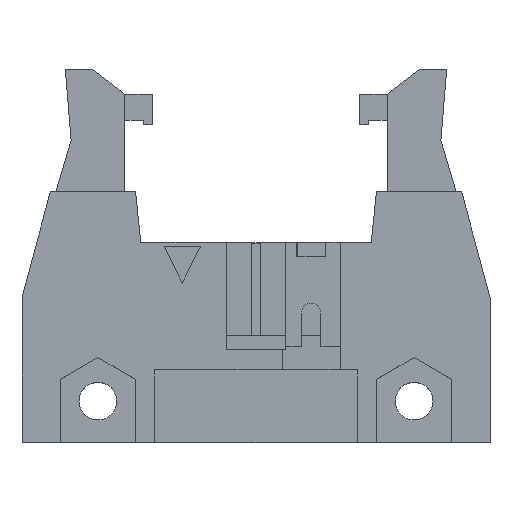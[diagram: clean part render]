
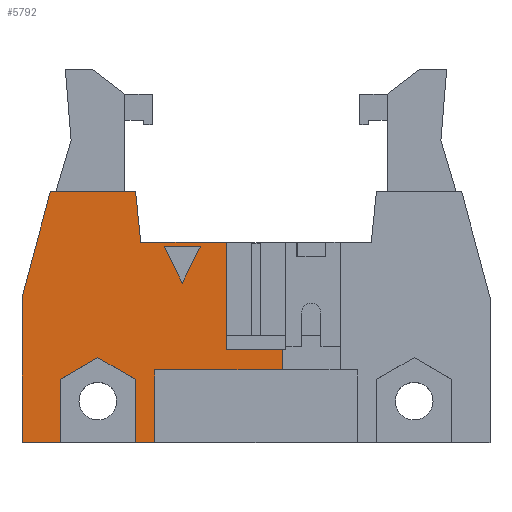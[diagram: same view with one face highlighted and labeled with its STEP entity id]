
A CAD part, top view. The second image highlights one B-rep face of the part: STEP entity #5792.
In plain terms, the highlighted planar face has unit normal (0, 0, 1).
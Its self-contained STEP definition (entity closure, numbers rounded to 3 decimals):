
#52 = LINE ( 'NONE', #7062, #2625 ) ;
#164 = VECTOR ( 'NONE', #2280, 1000. ) ;
#260 = CARTESIAN_POINT ( 'NONE',  ( 6.89, 7.596, 8.6 ) ) ;
#279 = VECTOR ( 'NONE', #6084, 1000. ) ;
#289 = CARTESIAN_POINT ( 'NONE',  ( -9.114, 16.246, 8.6 ) ) ;
#315 = CARTESIAN_POINT ( 'NONE',  ( 0., 9.946, 8.6 ) ) ;
#321 = CARTESIAN_POINT ( 'NONE',  ( -5.84, 4.802, 8.6 ) ) ;
#362 = CARTESIAN_POINT ( 'NONE',  ( -3.24, 3.301, 8.6 ) ) ;
#415 = DIRECTION ( 'NONE',  ( 0.259, 0.966, 0. ) ) ;
#425 = EDGE_CURVE ( 'NONE', #2605, #5906, #1124, .T. ) ;
#460 = DIRECTION ( 'NONE',  ( 1., 0., 0. ) ) ;
#471 = CARTESIAN_POINT ( 'NONE',  ( 6.89, 3.946, 8.6 ) ) ;
#517 = CARTESIAN_POINT ( 'NONE',  ( 1.25, 12.446, 8.6 ) ) ;
#518 = LINE ( 'NONE', #6370, #1049 ) ;
#548 = DIRECTION ( 'NONE',  ( 0., 1., 0. ) ) ;
#563 = VERTEX_POINT ( 'NONE', #2468 ) ;
#602 = ORIENTED_EDGE ( 'NONE', *, *, #7201, .T. ) ;
#770 = CARTESIAN_POINT ( 'NONE',  ( 5.08, 5.346, 8.6 ) ) ;
#837 = DIRECTION ( 'NONE',  ( 0., 1., 0. ) ) ;
#963 = FACE_OUTER_BOUND ( 'NONE', #2413, .T. ) ;
#1026 = VECTOR ( 'NONE', #4759, 1000. ) ;
#1049 = VECTOR ( 'NONE', #6405, 1000. ) ;
#1103 = EDGE_CURVE ( 'NONE', #4173, #5316, #7275, .T. ) ;
#1124 = LINE ( 'NONE', #7020, #164 ) ;
#1173 = LINE ( 'NONE', #4830, #7023 ) ;
#1185 = VERTEX_POINT ( 'NONE', #4543 ) ;
#1212 = LINE ( 'NONE', #2474, #2091 ) ;
#1254 = ORIENTED_EDGE ( 'NONE', *, *, #5575, .T. ) ;
#1266 = CARTESIAN_POINT ( 'NONE',  ( 1.25, 12.446, 8.6 ) ) ;
#1306 = VECTOR ( 'NONE', #2863, 1000. ) ;
#1393 = VECTOR ( 'NONE', #837, 1000. ) ;
#1420 = VERTEX_POINT ( 'NONE', #321 ) ;
#1474 = CARTESIAN_POINT ( 'NONE',  ( -12.685, -1.919, 8.6 ) ) ;
#1528 = CARTESIAN_POINT ( 'NONE',  ( -1.92, 3.946, 8.6 ) ) ;
#1557 = VECTOR ( 'NONE', #415, 1000. ) ;
#1662 = EDGE_CURVE ( 'NONE', #563, #5394, #1173, .T. ) ;
#1722 = ORIENTED_EDGE ( 'NONE', *, *, #425, .F. ) ;
#1725 = VECTOR ( 'NONE', #6109, 1000. ) ;
#1759 = EDGE_CURVE ( 'NONE', #2605, #3770, #1212, .T. ) ;
#1768 = CARTESIAN_POINT ( 'NONE',  ( 6.89, 5.346, 8.6 ) ) ;
#1831 = LINE ( 'NONE', #3554, #1026 ) ;
#1866 = DIRECTION ( 'NONE',  ( 1., 0., 0. ) ) ;
#1892 = VECTOR ( 'NONE', #460, 1000. ) ;
#2091 = VECTOR ( 'NONE', #6594, 1000. ) ;
#2280 = DIRECTION ( 'NONE',  ( -1., 0., 0. ) ) ;
#2288 = VECTOR ( 'NONE', #5551, 1000. ) ;
#2336 = ORIENTED_EDGE ( 'NONE', *, *, #6826, .T. ) ;
#2340 = CARTESIAN_POINT ( 'NONE',  ( -3.24, 7.596, 8.6 ) ) ;
#2352 = CARTESIAN_POINT ( 'NONE',  ( -8.44, 3.301, 8.6 ) ) ;
#2413 = EDGE_LOOP ( 'NONE', ( #5468, #4766, #6466, #3502, #6053, #3675, #2336, #5435, #5760, #3215, #3524, #4881, #5280, #602, #2490, #1722 ) ) ;
#2455 = EDGE_CURVE ( 'NONE', #3896, #5906, #3610, .T. ) ;
#2468 = CARTESIAN_POINT ( 'NONE',  ( 3.03, 12.746, 8.6 ) ) ;
#2474 = CARTESIAN_POINT ( 'NONE',  ( -1.92, 7.596, 8.6 ) ) ;
#2490 = ORIENTED_EDGE ( 'NONE', *, *, #2455, .T. ) ;
#2528 = AXIS2_PLACEMENT_3D ( 'NONE', #1474, #6149, #7438 ) ;
#2534 = VERTEX_POINT ( 'NONE', #1266 ) ;
#2605 = VERTEX_POINT ( 'NONE', #4815 ) ;
#2625 = VECTOR ( 'NONE', #1866, 1000. ) ;
#2676 = CARTESIAN_POINT ( 'NONE',  ( -11.07, 3.946, 8.6 ) ) ;
#2740 = LINE ( 'NONE', #3323, #6814 ) ;
#2794 = LINE ( 'NONE', #2676, #6068 ) ;
#2863 = DIRECTION ( 'NONE',  ( -0.447, -0.894, 0. ) ) ;
#3039 = CARTESIAN_POINT ( 'NONE',  ( 3.03, 5.346, 8.6 ) ) ;
#3072 = EDGE_CURVE ( 'NONE', #3147, #5274, #4449, .T. ) ;
#3147 = VERTEX_POINT ( 'NONE', #5599 ) ;
#3192 = CARTESIAN_POINT ( 'NONE',  ( -5.84, 4.802, 8.6 ) ) ;
#3215 = ORIENTED_EDGE ( 'NONE', *, *, #6033, .F. ) ;
#3323 = CARTESIAN_POINT ( 'NONE',  ( 5.08, -1.054, 8.6 ) ) ;
#3327 = VERTEX_POINT ( 'NONE', #5585 ) ;
#3502 = ORIENTED_EDGE ( 'NONE', *, *, #4511, .T. ) ;
#3524 = ORIENTED_EDGE ( 'NONE', *, *, #6393, .F. ) ;
#3554 = CARTESIAN_POINT ( 'NONE',  ( -6.174, 16.246, 8.6 ) ) ;
#3610 = LINE ( 'NONE', #2340, #7554 ) ;
#3655 = LINE ( 'NONE', #6221, #1393 ) ;
#3675 = ORIENTED_EDGE ( 'NONE', *, *, #1662, .T. ) ;
#3770 = VERTEX_POINT ( 'NONE', #1528 ) ;
#3810 = EDGE_CURVE ( 'NONE', #7047, #1420, #518, .T. ) ;
#3896 = VERTEX_POINT ( 'NONE', #362 ) ;
#3907 = VERTEX_POINT ( 'NONE', #5725 ) ;
#4090 = DIRECTION ( 'NONE',  ( -1., 0., 0. ) ) ;
#4173 = VERTEX_POINT ( 'NONE', #471 ) ;
#4236 = CARTESIAN_POINT ( 'NONE',  ( -1.25, 12.446, 8.6 ) ) ;
#4237 = VECTOR ( 'NONE', #7171, 1000. ) ;
#4247 = EDGE_CURVE ( 'NONE', #3770, #4173, #52, .T. ) ;
#4251 = EDGE_CURVE ( 'NONE', #5377, #3327, #1831, .T. ) ;
#4296 = EDGE_CURVE ( 'NONE', #4990, #563, #6432, .T. ) ;
#4304 = ORIENTED_EDGE ( 'NONE', *, *, #3072, .T. ) ;
#4380 = DIRECTION ( 'NONE',  ( -1., 0., 0. ) ) ;
#4449 = LINE ( 'NONE', #315, #279 ) ;
#4511 = EDGE_CURVE ( 'NONE', #5316, #4990, #6544, .T. ) ;
#4543 = CARTESIAN_POINT ( 'NONE',  ( -8.44, -1.054, 8.6 ) ) ;
#4556 = LINE ( 'NONE', #5854, #1557 ) ;
#4704 = LINE ( 'NONE', #5742, #1892 ) ;
#4759 = DIRECTION ( 'NONE',  ( 1., 0., 0. ) ) ;
#4766 = ORIENTED_EDGE ( 'NONE', *, *, #4247, .T. ) ;
#4815 = CARTESIAN_POINT ( 'NONE',  ( -1.92, -1.054, 8.6 ) ) ;
#4821 = EDGE_CURVE ( 'NONE', #5274, #2534, #4704, .T. ) ;
#4830 = CARTESIAN_POINT ( 'NONE',  ( 5.08, 12.746, 8.6 ) ) ;
#4881 = ORIENTED_EDGE ( 'NONE', *, *, #4995, .T. ) ;
#4891 = EDGE_LOOP ( 'NONE', ( #1254, #4304, #6204 ) ) ;
#4990 = VERTEX_POINT ( 'NONE', #3039 ) ;
#4995 = EDGE_CURVE ( 'NONE', #1185, #7047, #3655, .T. ) ;
#5052 = PLANE ( 'NONE',  #2528 ) ;
#5274 = VERTEX_POINT ( 'NONE', #4236 ) ;
#5280 = ORIENTED_EDGE ( 'NONE', *, *, #3810, .T. ) ;
#5316 = VERTEX_POINT ( 'NONE', #1768 ) ;
#5377 = VERTEX_POINT ( 'NONE', #289 ) ;
#5394 = VERTEX_POINT ( 'NONE', #6134 ) ;
#5435 = ORIENTED_EDGE ( 'NONE', *, *, #4251, .F. ) ;
#5468 = ORIENTED_EDGE ( 'NONE', *, *, #1759, .T. ) ;
#5525 = CARTESIAN_POINT ( 'NONE',  ( -2.871, 12.746, 8.6 ) ) ;
#5551 = DIRECTION ( 'NONE',  ( 0.866, -0.5, 0. ) ) ;
#5561 = DIRECTION ( 'NONE',  ( -0.103, 0.995, 0. ) ) ;
#5575 = EDGE_CURVE ( 'NONE', #2534, #3147, #6955, .T. ) ;
#5585 = CARTESIAN_POINT ( 'NONE',  ( -3.234, 16.246, 8.6 ) ) ;
#5599 = CARTESIAN_POINT ( 'NONE',  ( 0., 9.946, 8.6 ) ) ;
#5725 = CARTESIAN_POINT ( 'NONE',  ( -11.07, 8.946, 8.6 ) ) ;
#5742 = CARTESIAN_POINT ( 'NONE',  ( 5.08, 12.446, 8.6 ) ) ;
#5743 = CARTESIAN_POINT ( 'NONE',  ( -3.24, -1.054, 8.6 ) ) ;
#5760 = ORIENTED_EDGE ( 'NONE', *, *, #7358, .F. ) ;
#5792 = ADVANCED_FACE ( 'NONE', ( #6737, #963 ), #5052, .T. ) ;
#5854 = CARTESIAN_POINT ( 'NONE',  ( -10.092, 12.596, 8.6 ) ) ;
#5906 = VERTEX_POINT ( 'NONE', #5743 ) ;
#5933 = CARTESIAN_POINT ( 'NONE',  ( 3.03, 7.596, 8.6 ) ) ;
#5998 = CARTESIAN_POINT ( 'NONE',  ( -11.07, -1.054, 8.6 ) ) ;
#6033 = EDGE_CURVE ( 'NONE', #7469, #3907, #2794, .T. ) ;
#6053 = ORIENTED_EDGE ( 'NONE', *, *, #4296, .T. ) ;
#6068 = VECTOR ( 'NONE', #6878, 1000. ) ;
#6084 = DIRECTION ( 'NONE',  ( -0.447, 0.894, 0. ) ) ;
#6109 = DIRECTION ( 'NONE',  ( 0., 1., 0. ) ) ;
#6134 = CARTESIAN_POINT ( 'NONE',  ( -2.871, 12.746, 8.6 ) ) ;
#6149 = DIRECTION ( 'NONE',  ( 0., 0., 1. ) ) ;
#6204 = ORIENTED_EDGE ( 'NONE', *, *, #4821, .T. ) ;
#6215 = VECTOR ( 'NONE', #5561, 1000. ) ;
#6221 = CARTESIAN_POINT ( 'NONE',  ( -8.44, 7.596, 8.6 ) ) ;
#6370 = CARTESIAN_POINT ( 'NONE',  ( -8.44, 3.301, 8.6 ) ) ;
#6393 = EDGE_CURVE ( 'NONE', #1185, #7469, #2740, .T. ) ;
#6405 = DIRECTION ( 'NONE',  ( 0.866, 0.5, 0. ) ) ;
#6432 = LINE ( 'NONE', #5933, #6939 ) ;
#6466 = ORIENTED_EDGE ( 'NONE', *, *, #1103, .T. ) ;
#6469 = LINE ( 'NONE', #3192, #2288 ) ;
#6544 = LINE ( 'NONE', #770, #4237 ) ;
#6594 = DIRECTION ( 'NONE',  ( 0., 1., 0. ) ) ;
#6737 = FACE_BOUND ( 'NONE', #4891, .T. ) ;
#6814 = VECTOR ( 'NONE', #4380, 1000. ) ;
#6826 = EDGE_CURVE ( 'NONE', #5394, #3327, #7447, .T. ) ;
#6878 = DIRECTION ( 'NONE',  ( 0., 1., 0. ) ) ;
#6939 = VECTOR ( 'NONE', #548, 1000. ) ;
#6955 = LINE ( 'NONE', #517, #1306 ) ;
#7008 = DIRECTION ( 'NONE',  ( 0., -1., 0. ) ) ;
#7020 = CARTESIAN_POINT ( 'NONE',  ( 5.08, -1.054, 8.6 ) ) ;
#7023 = VECTOR ( 'NONE', #4090, 1000. ) ;
#7047 = VERTEX_POINT ( 'NONE', #2352 ) ;
#7062 = CARTESIAN_POINT ( 'NONE',  ( 5.08, 3.946, 8.6 ) ) ;
#7171 = DIRECTION ( 'NONE',  ( -1., 0., 0. ) ) ;
#7201 = EDGE_CURVE ( 'NONE', #1420, #3896, #6469, .T. ) ;
#7275 = LINE ( 'NONE', #260, #1725 ) ;
#7358 = EDGE_CURVE ( 'NONE', #3907, #5377, #4556, .T. ) ;
#7438 = DIRECTION ( 'NONE',  ( 1., 0., 0. ) ) ;
#7447 = LINE ( 'NONE', #5525, #6215 ) ;
#7469 = VERTEX_POINT ( 'NONE', #5998 ) ;
#7554 = VECTOR ( 'NONE', #7008, 1000. ) ;
